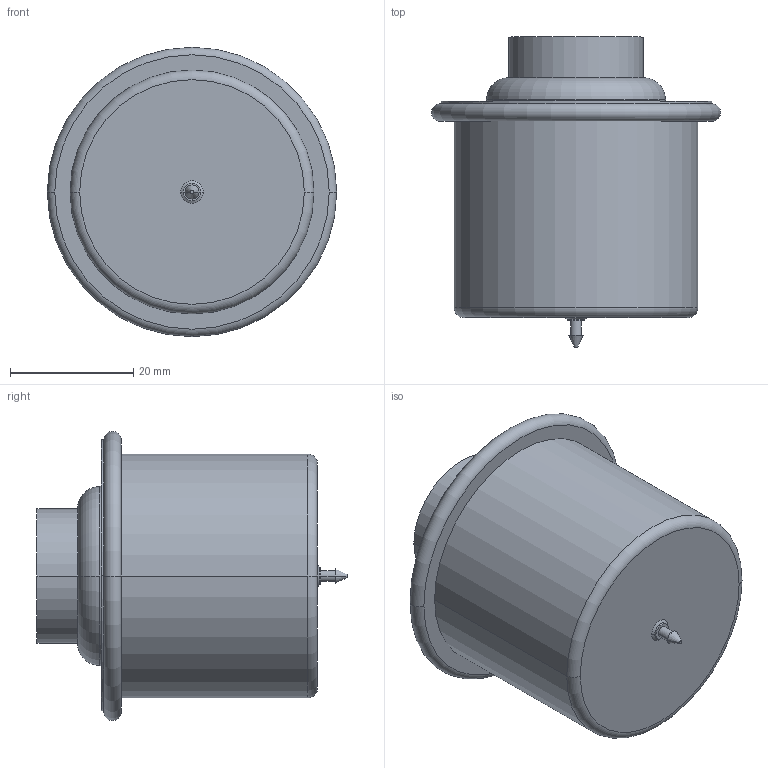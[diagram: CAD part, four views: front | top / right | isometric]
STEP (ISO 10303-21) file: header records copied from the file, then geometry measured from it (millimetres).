
FILE_DESCRIPTION((''),'2;1');
FILE_NAME('ASM0061_ASM','2019-03-08T',('Adam Harley'),(''),'PRO/ENGINEER BY PARAMETRIC TECHNOLOGY CORPORATION, 2013320','PRO/ENGINEER BY PARAMETRIC TECHNOLOGY CORPORATION, 2013320','');
FILE_SCHEMA(('CONFIG_CONTROL_DESIGN'));
Length unit declared in the file: millimetre
Products named in the file (3): PBD; STICKER4; ASM0061_ASM
Assembly tree (2 placements, depth 2):
  ASM0061_ASM
    PBD
    STICKER4
Bounding box: 47 x 50.37 x 47 mm (x, y, z)
Volume: 49427.8 mm3; surface area: 10381.8 mm2
Topology: 2 solids, 2 shells, 1131 faces, 3117 edges, 2076 vertices
Faces by surface type: plane 993, extrusion 114, cylinder 14, torus 6, cone 4
Entity records: 40815 total; most frequent: CARTESIAN_POINT 12257, ORIENTED_EDGE 6234, DIRECTION 5095, EDGE_CURVE 3117, VECTOR 2955, LINE 2841, VERTEX_POINT 2076, EDGE_LOOP 1219
